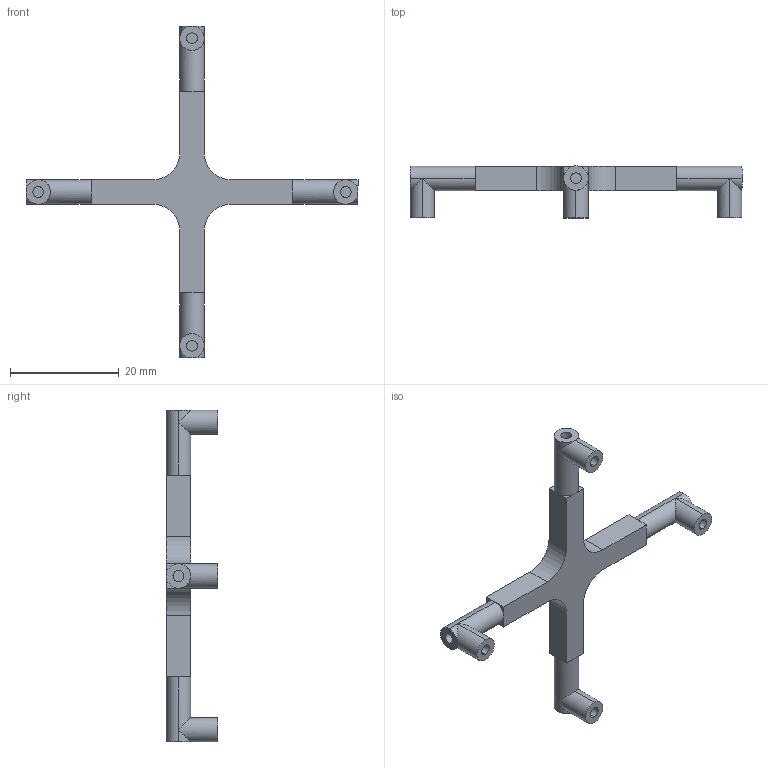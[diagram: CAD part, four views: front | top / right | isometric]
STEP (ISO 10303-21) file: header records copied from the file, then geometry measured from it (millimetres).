
FILE_DESCRIPTION (( 'STEP AP214' ), '1' );
FILE_NAME ('central_block.STEP', '2019-10-29T13:49:37', ( '' ), ( '' ), 'SwSTEP 2.0', 'SolidWorks 2018', '' );
FILE_SCHEMA (( 'AUTOMOTIVE_DESIGN' ));
Length unit declared in the file: millimetre
Products named in the file (1): central_block
Bounding box: 61.08 x 9.5 x 61.08 mm (x, y, z)
Volume: 2434.4 mm3; surface area: 2640.7 mm2
Topology: 1 solids, 1 shells, 86 faces, 186 edges, 110 vertices
Faces by surface type: cylinder 44, plane 42
Entity records: 2344 total; most frequent: CARTESIAN_POINT 425, DIRECTION 422, ORIENTED_EDGE 372, EDGE_CURVE 186, AXIS2_PLACEMENT_3D 163, VERTEX_POINT 110, LINE 96, VECTOR 96
